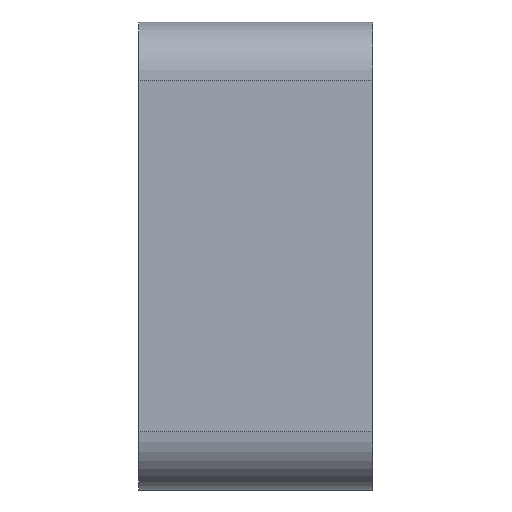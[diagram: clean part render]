
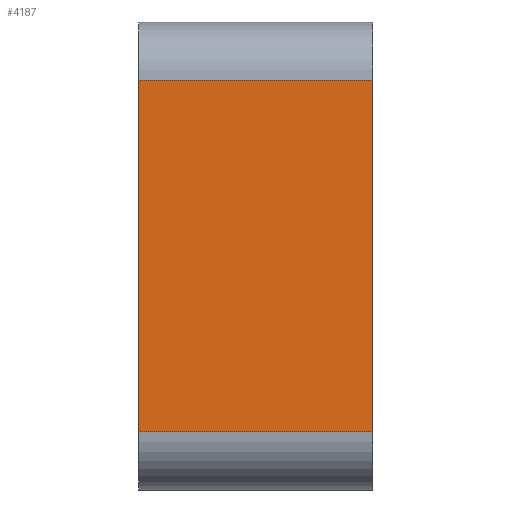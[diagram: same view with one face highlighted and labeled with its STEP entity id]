
A CAD part, left-side view. The second image highlights one B-rep face of the part: STEP entity #4187.
In plain terms, the highlighted planar face has unit normal (-1, 0, 0).
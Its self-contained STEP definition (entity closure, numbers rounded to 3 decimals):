
#1080=ORIENTED_EDGE('',*,*,#1982,.F.);
#1081=ORIENTED_EDGE('',*,*,#1815,.F.);
#1082=ORIENTED_EDGE('',*,*,#1983,.T.);
#1083=ORIENTED_EDGE('',*,*,#1823,.F.);
#1815=EDGE_CURVE('',#2395,#2392,#2747,.T.);
#1823=EDGE_CURVE('',#2400,#2401,#2750,.T.);
#1982=EDGE_CURVE('',#2392,#2400,#2874,.T.);
#1983=EDGE_CURVE('',#2395,#2401,#2875,.T.);
#2392=VERTEX_POINT('',#6510);
#2395=VERTEX_POINT('',#6517);
#2400=VERTEX_POINT('',#6531);
#2401=VERTEX_POINT('',#6533);
#2747=LINE('',#6518,#3195);
#2750=LINE('',#6532,#3198);
#2874=LINE('',#6862,#3322);
#2875=LINE('',#6863,#3323);
#3195=VECTOR('',#5146,1000.);
#3198=VECTOR('',#5161,1000.);
#3322=VECTOR('',#5547,1000.);
#3323=VECTOR('',#5548,1000.);
#3581=EDGE_LOOP('',(#1080,#1081,#1082,#1083));
#3831=FACE_BOUND('',#3581,.T.);
#4011=PLANE('',#4558);
#4187=ADVANCED_FACE('',(#3831),#4011,.T.);
#4558=AXIS2_PLACEMENT_3D('',#6861,#5545,#5546);
#5146=DIRECTION('',(0.,0.,1.));
#5161=DIRECTION('',(0.,0.,-1.));
#5545=DIRECTION('',(-1.,0.,0.));
#5546=DIRECTION('',(0.,0.,-1.));
#5547=DIRECTION('',(0.,-1.,0.));
#5548=DIRECTION('',(0.,-1.,0.));
#6510=CARTESIAN_POINT('',(-25.,10.,2.5));
#6517=CARTESIAN_POINT('',(-25.,10.,-12.5));
#6518=CARTESIAN_POINT('',(-25.,10.,0.));
#6531=CARTESIAN_POINT('',(-25.,0.,2.5));
#6532=CARTESIAN_POINT('',(-25.,0.,-5.));
#6533=CARTESIAN_POINT('',(-25.,0.,-12.5));
#6861=CARTESIAN_POINT('',(-25.,10.,-5.));
#6862=CARTESIAN_POINT('',(-25.,10.,2.5));
#6863=CARTESIAN_POINT('',(-25.,10.,-12.5));
